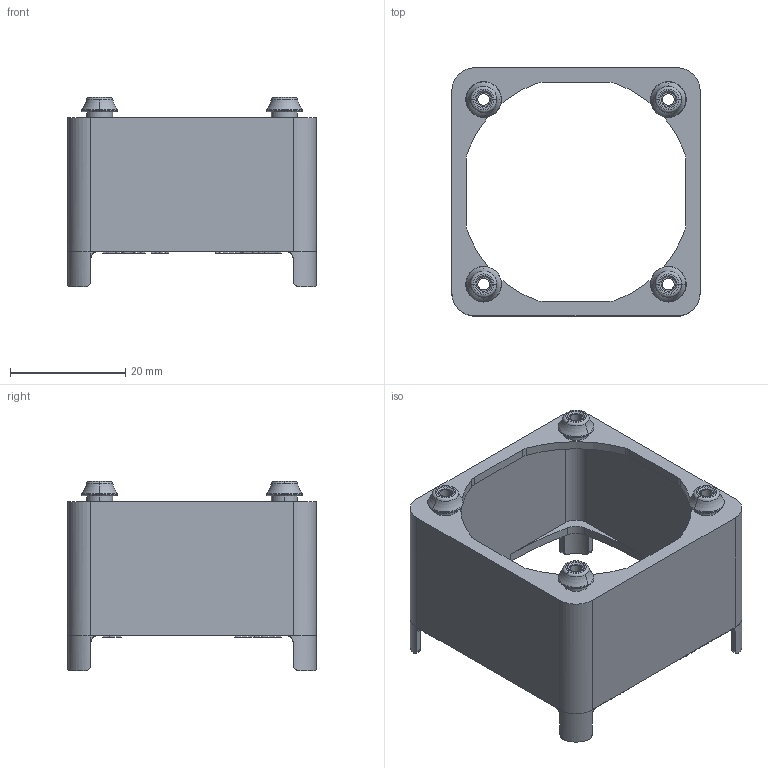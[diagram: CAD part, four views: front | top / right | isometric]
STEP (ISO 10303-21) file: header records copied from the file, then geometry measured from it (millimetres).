
FILE_DESCRIPTION((''),'2;1');
FILE_NAME('LM-40-200-10.stp','2010-02-07T16:29:33',(''),(''),'Mechanical Desktop.R8.0.24.0','Mechanical Desktop.R8.0.24.0',', , ');
FILE_SCHEMA(('CONFIG_CONTROL_DESIGN'));
Length unit declared in the file: millimetre
Products named in the file (2): LM-40-200-10A; LM-40-200-10
Assembly tree (1 placements, depth 2):
  LM-40-200-10A
    LM-40-200-10
Bounding box: 43 x 43 x 32.75 mm (x, y, z)
Volume: 6601.7 mm3; surface area: 9496.8 mm2
Topology: 1 solids, 1 shells, 1752 faces, 4920 edges, 3252 vertices
Faces by surface type: bspline 1270, plane 306, cylinder 116, torus 36, sphere 16, cone 8
Entity records: 63933 total; most frequent: CARTESIAN_POINT 27248, ORIENTED_EDGE 9808, EDGE_CURVE 4904, DIRECTION 3664, VERTEX_POINT 3252, B_SPLINE_CURVE_WITH_KNOTS 2556, VECTOR 2000, LINE 2000
